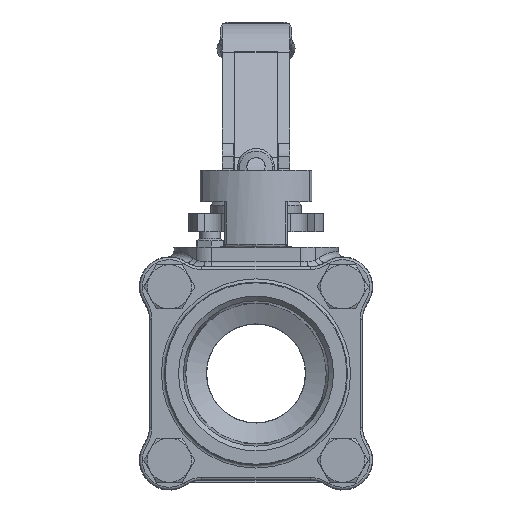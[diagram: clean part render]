
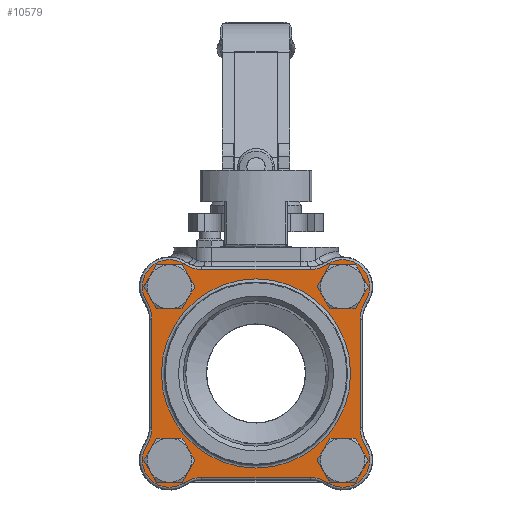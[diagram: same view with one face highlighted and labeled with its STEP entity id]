
A CAD part, front view. The second image highlights one B-rep face of the part: STEP entity #10579.
In plain terms, the highlighted face is planar.
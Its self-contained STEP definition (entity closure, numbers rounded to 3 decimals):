
#9932=CARTESIAN_POINT('',(20.828,40.,12.));
#9933=VERTEX_POINT('',#9932);
#9941=CARTESIAN_POINT('',(27.633,42.034,12.));
#9942=VERTEX_POINT('',#9941);
#9943=CARTESIAN_POINT('',(20.828,52.4,12.));
#9944=DIRECTION('',(0.0,0.0,1.0));
#9945=DIRECTION('',(0.286,-0.958,0.0));
#9946=AXIS2_PLACEMENT_3D('',#9943,#9944,#9945);
#9947=CIRCLE('',#9946,12.4);
#9948=EDGE_CURVE('',#9933,#9942,#9947,.T.);
#9966=CARTESIAN_POINT('',(42.034,27.633,12.));
#9967=VERTEX_POINT('',#9966);
#9977=CARTESIAN_POINT('',(33.34,33.34,12.));
#9978=DIRECTION('',(0.0,0.0,-1.0));
#9979=DIRECTION('',(0.707,0.707,0.0));
#9980=AXIS2_PLACEMENT_3D('',#9977,#9978,#9979);
#9981=CIRCLE('',#9980,10.4);
#9982=EDGE_CURVE('',#9942,#9967,#9981,.T.);
#9992=CARTESIAN_POINT('',(40.,20.828,12.));
#9993=VERTEX_POINT('',#9992);
#10003=CARTESIAN_POINT('',(52.4,20.828,12.));
#10004=DIRECTION('',(0.0,0.0,1.0));
#10005=DIRECTION('',(-0.958,0.286,0.0));
#10006=AXIS2_PLACEMENT_3D('',#10003,#10004,#10005);
#10007=CIRCLE('',#10006,12.4);
#10008=EDGE_CURVE('',#9967,#9993,#10007,.T.);
#10018=CARTESIAN_POINT('',(40.,-20.828,12.));
#10019=VERTEX_POINT('',#10018);
#10029=CARTESIAN_POINT('',(40.,20.828,12.));
#10030=DIRECTION('',(0.0,-1.0,0.0));
#10031=VECTOR('',#10030,41.656);
#10032=LINE('',#10029,#10031);
#10033=EDGE_CURVE('',#9993,#10019,#10032,.T.);
#10043=CARTESIAN_POINT('',(42.034,-27.633,12.));
#10044=VERTEX_POINT('',#10043);
#10054=CARTESIAN_POINT('',(52.4,-20.828,12.));
#10055=DIRECTION('',(0.0,0.0,1.0));
#10056=DIRECTION('',(-0.958,-0.286,0.0));
#10057=AXIS2_PLACEMENT_3D('',#10054,#10055,#10056);
#10058=CIRCLE('',#10057,12.4);
#10059=EDGE_CURVE('',#10019,#10044,#10058,.T.);
#10069=CARTESIAN_POINT('',(27.633,-42.034,12.));
#10070=VERTEX_POINT('',#10069);
#10080=CARTESIAN_POINT('',(33.34,-33.34,12.));
#10081=DIRECTION('',(0.0,0.0,-1.0));
#10082=DIRECTION('',(0.707,-0.707,0.0));
#10083=AXIS2_PLACEMENT_3D('',#10080,#10081,#10082);
#10084=CIRCLE('',#10083,10.4);
#10085=EDGE_CURVE('',#10044,#10070,#10084,.T.);
#10095=CARTESIAN_POINT('',(20.828,-40.,12.));
#10096=VERTEX_POINT('',#10095);
#10106=CARTESIAN_POINT('',(20.828,-52.4,12.));
#10107=DIRECTION('',(0.0,0.0,1.0));
#10108=DIRECTION('',(0.286,0.958,0.0));
#10109=AXIS2_PLACEMENT_3D('',#10106,#10107,#10108);
#10110=CIRCLE('',#10109,12.4);
#10111=EDGE_CURVE('',#10070,#10096,#10110,.T.);
#10121=CARTESIAN_POINT('',(-20.828,-40.,12.));
#10122=VERTEX_POINT('',#10121);
#10139=CARTESIAN_POINT('',(20.828,-40.,12.));
#10140=DIRECTION('',(-1.0,0.0,0.0));
#10141=VECTOR('',#10140,41.656);
#10142=LINE('',#10139,#10141);
#10143=EDGE_CURVE('',#10096,#10122,#10142,.T.);
#10153=CARTESIAN_POINT('',(-27.633,-42.034,12.));
#10154=VERTEX_POINT('',#10153);
#10172=CARTESIAN_POINT('',(-20.828,-52.4,12.));
#10173=DIRECTION('',(0.0,0.0,1.0));
#10174=DIRECTION('',(-0.286,0.958,0.0));
#10175=AXIS2_PLACEMENT_3D('',#10172,#10173,#10174);
#10176=CIRCLE('',#10175,12.4);
#10177=EDGE_CURVE('',#10122,#10154,#10176,.T.);
#10187=CARTESIAN_POINT('',(-42.034,-27.633,12.));
#10188=VERTEX_POINT('',#10187);
#10206=CARTESIAN_POINT('',(-33.34,-33.34,12.));
#10207=DIRECTION('',(0.0,0.0,-1.0));
#10208=DIRECTION('',(-0.707,-0.707,0.0));
#10209=AXIS2_PLACEMENT_3D('',#10206,#10207,#10208);
#10210=CIRCLE('',#10209,10.4);
#10211=EDGE_CURVE('',#10154,#10188,#10210,.T.);
#10221=CARTESIAN_POINT('',(-40.,-20.828,12.));
#10222=VERTEX_POINT('',#10221);
#10240=CARTESIAN_POINT('',(-52.4,-20.828,12.));
#10241=DIRECTION('',(0.0,0.0,1.0));
#10242=DIRECTION('',(0.958,-0.286,0.0));
#10243=AXIS2_PLACEMENT_3D('',#10240,#10241,#10242);
#10244=CIRCLE('',#10243,12.4);
#10245=EDGE_CURVE('',#10188,#10222,#10244,.T.);
#10255=CARTESIAN_POINT('',(-40.,20.828,12.));
#10256=VERTEX_POINT('',#10255);
#10273=CARTESIAN_POINT('',(-40.,-20.828,12.));
#10274=DIRECTION('',(0.0,1.0,0.0));
#10275=VECTOR('',#10274,41.656);
#10276=LINE('',#10273,#10275);
#10277=EDGE_CURVE('',#10222,#10256,#10276,.T.);
#10287=CARTESIAN_POINT('',(-42.034,27.633,12.));
#10288=VERTEX_POINT('',#10287);
#10306=CARTESIAN_POINT('',(-52.4,20.828,12.));
#10307=DIRECTION('',(0.0,0.0,1.0));
#10308=DIRECTION('',(0.958,0.286,0.0));
#10309=AXIS2_PLACEMENT_3D('',#10306,#10307,#10308);
#10310=CIRCLE('',#10309,12.4);
#10311=EDGE_CURVE('',#10256,#10288,#10310,.T.);
#10321=CARTESIAN_POINT('',(-27.633,42.034,12.));
#10322=VERTEX_POINT('',#10321);
#10340=CARTESIAN_POINT('',(-33.34,33.34,12.));
#10341=DIRECTION('',(0.0,0.0,-1.0));
#10342=DIRECTION('',(-0.707,0.707,0.0));
#10343=AXIS2_PLACEMENT_3D('',#10340,#10341,#10342);
#10344=CIRCLE('',#10343,10.4);
#10345=EDGE_CURVE('',#10288,#10322,#10344,.T.);
#10355=CARTESIAN_POINT('',(-20.828,40.,12.));
#10356=VERTEX_POINT('',#10355);
#10372=CARTESIAN_POINT('',(-20.828,52.4,12.));
#10373=DIRECTION('',(0.0,0.0,1.0));
#10374=DIRECTION('',(-0.286,-0.958,0.0));
#10375=AXIS2_PLACEMENT_3D('',#10372,#10373,#10374);
#10376=CIRCLE('',#10375,12.4);
#10377=EDGE_CURVE('',#10322,#10356,#10376,.T.);
#10390=CARTESIAN_POINT('',(-20.828,40.,12.));
#10391=DIRECTION('',(1.0,0.0,0.0));
#10392=VECTOR('',#10391,41.656);
#10393=LINE('',#10390,#10392);
#10394=EDGE_CURVE('',#10356,#9933,#10393,.T.);
#10501=CARTESIAN_POINT('',(0.,0.,12.));
#10502=DIRECTION('',(0.0,0.0,1.0));
#10503=DIRECTION('',(1.0,0.0,0.0));
#10504=AXIS2_PLACEMENT_3D('',#10501,#10502,#10503);
#10505=PLANE('',#10504);
#10506=ORIENTED_EDGE('',*,*,#9948,.F.);
#10507=ORIENTED_EDGE('',*,*,#10394,.F.);
#10508=ORIENTED_EDGE('',*,*,#10377,.F.);
#10509=ORIENTED_EDGE('',*,*,#10345,.F.);
#10510=ORIENTED_EDGE('',*,*,#10311,.F.);
#10511=ORIENTED_EDGE('',*,*,#10277,.F.);
#10512=ORIENTED_EDGE('',*,*,#10245,.F.);
#10513=ORIENTED_EDGE('',*,*,#10211,.F.);
#10514=ORIENTED_EDGE('',*,*,#10177,.F.);
#10515=ORIENTED_EDGE('',*,*,#10143,.F.);
#10516=ORIENTED_EDGE('',*,*,#10111,.F.);
#10517=ORIENTED_EDGE('',*,*,#10085,.F.);
#10518=ORIENTED_EDGE('',*,*,#10059,.F.);
#10519=ORIENTED_EDGE('',*,*,#10033,.F.);
#10520=ORIENTED_EDGE('',*,*,#10008,.F.);
#10521=ORIENTED_EDGE('',*,*,#9982,.F.);
#10522=EDGE_LOOP('',(#10506,#10507,#10508,#10509,#10510,#10511,#10512,#10513,#10514,#10515,#10516,#10517,#10518,#10519,#10520,#10521));
#10523=FACE_OUTER_BOUND('',#10522,.T.);
#10524=CARTESIAN_POINT('',(36.375,0.,12.));
#10525=VERTEX_POINT('',#10524);
#10526=CARTESIAN_POINT('',(0.0,0.0,12.));
#10527=DIRECTION('',(0.0,0.0,1.0));
#10528=DIRECTION('',(-1.0,0.0,0.0));
#10529=AXIS2_PLACEMENT_3D('',#10526,#10527,#10528);
#10530=CIRCLE('',#10529,36.375);
#10531=EDGE_CURVE('',#10525,#10525,#10530,.T.);
#10532=ORIENTED_EDGE('',*,*,#10531,.F.);
#10533=EDGE_LOOP('',(#10532));
#10534=FACE_BOUND('',#10533,.T.);
#10535=CARTESIAN_POINT('',(-28.09,-33.34,12.));
#10536=VERTEX_POINT('',#10535);
#10537=CARTESIAN_POINT('',(-33.34,-33.34,12.));
#10538=DIRECTION('',(0.0,0.0,-1.0));
#10539=DIRECTION('',(-1.0,0.0,0.0));
#10540=AXIS2_PLACEMENT_3D('',#10537,#10538,#10539);
#10541=CIRCLE('',#10540,5.25);
#10542=EDGE_CURVE('',#10536,#10536,#10541,.T.);
#10543=ORIENTED_EDGE('',*,*,#10542,.T.);
#10544=EDGE_LOOP('',(#10543));
#10545=FACE_BOUND('',#10544,.T.);
#10546=CARTESIAN_POINT('',(38.59,-33.34,12.));
#10547=VERTEX_POINT('',#10546);
#10548=CARTESIAN_POINT('',(33.34,-33.34,12.));
#10549=DIRECTION('',(0.0,0.0,-1.0));
#10550=DIRECTION('',(-1.0,0.0,0.0));
#10551=AXIS2_PLACEMENT_3D('',#10548,#10549,#10550);
#10552=CIRCLE('',#10551,5.25);
#10553=EDGE_CURVE('',#10547,#10547,#10552,.T.);
#10554=ORIENTED_EDGE('',*,*,#10553,.T.);
#10555=EDGE_LOOP('',(#10554));
#10556=FACE_BOUND('',#10555,.T.);
#10557=CARTESIAN_POINT('',(38.59,33.34,12.));
#10558=VERTEX_POINT('',#10557);
#10559=CARTESIAN_POINT('',(33.34,33.34,12.));
#10560=DIRECTION('',(0.0,0.0,-1.0));
#10561=DIRECTION('',(-1.0,0.0,0.0));
#10562=AXIS2_PLACEMENT_3D('',#10559,#10560,#10561);
#10563=CIRCLE('',#10562,5.25);
#10564=EDGE_CURVE('',#10558,#10558,#10563,.T.);
#10565=ORIENTED_EDGE('',*,*,#10564,.T.);
#10566=EDGE_LOOP('',(#10565));
#10567=FACE_BOUND('',#10566,.T.);
#10568=CARTESIAN_POINT('',(-28.09,33.34,12.));
#10569=VERTEX_POINT('',#10568);
#10570=CARTESIAN_POINT('',(-33.34,33.34,12.));
#10571=DIRECTION('',(0.0,0.0,-1.0));
#10572=DIRECTION('',(-1.0,0.0,0.0));
#10573=AXIS2_PLACEMENT_3D('',#10570,#10571,#10572);
#10574=CIRCLE('',#10573,5.25);
#10575=EDGE_CURVE('',#10569,#10569,#10574,.T.);
#10576=ORIENTED_EDGE('',*,*,#10575,.T.);
#10577=EDGE_LOOP('',(#10576));
#10578=FACE_BOUND('',#10577,.T.);
#10579=ADVANCED_FACE('',(#10523,#10534,#10545,#10556,#10567,#10578),#10505,.T.);
